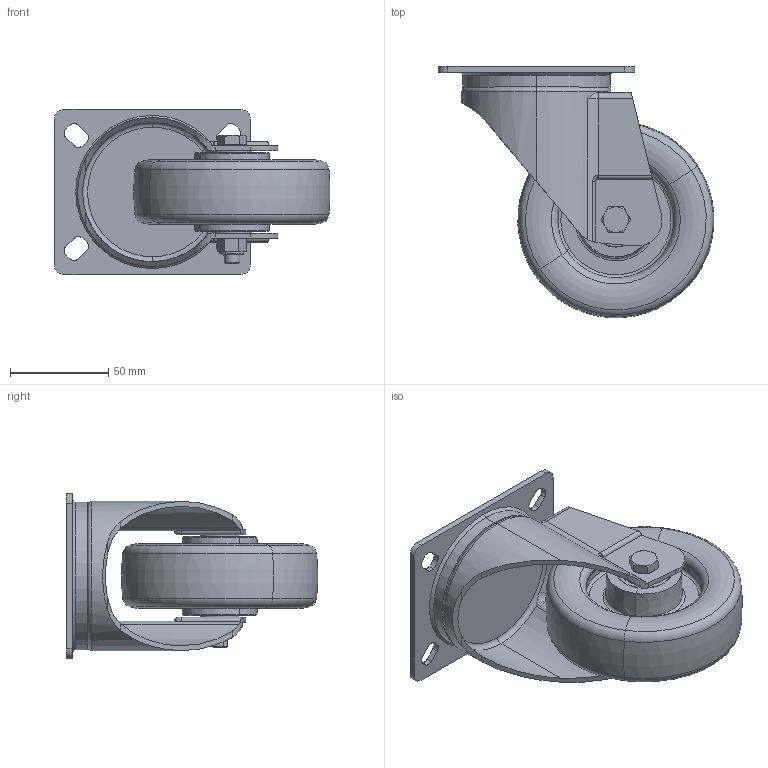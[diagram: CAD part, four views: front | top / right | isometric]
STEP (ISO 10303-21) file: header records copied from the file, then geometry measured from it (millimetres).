
FILE_DESCRIPTION (( 'STEP AP214' ), '1' );
FILE_NAME ('0029885_L-MV-EPUK-100-K-3_(A-02).step', '2019-10-11T09:05:23', ( '' ), ( '' ), 'SwSTEP 2.0', 'SolidWorks 2018', '' );
FILE_SCHEMA (( 'AUTOMOTIVE_DESIGN' ));
Length unit declared in the file: millimetre
Products named in the file (1): 0029885_L-MV-EPUK-100-K-3_(A-02)
Bounding box: 140.37 x 127.87 x 84 mm (x, y, z)
Volume: 305620.7 mm3; surface area: 125418.5 mm2
Topology: 18 solids, 18 shells, 625 faces, 1559 edges, 984 vertices
Faces by surface type: torus 187, plane 164, cylinder 160, cone 82, bspline 32
Entity records: 27085 total; most frequent: CARTESIAN_POINT 4518, DIRECTION 3633, ORIENTED_EDGE 3118, AXIS2_PLACEMENT_3D 1585, EDGE_CURVE 1559, CIRCLE 991, VERTEX_POINT 984, EDGE_LOOP 683
